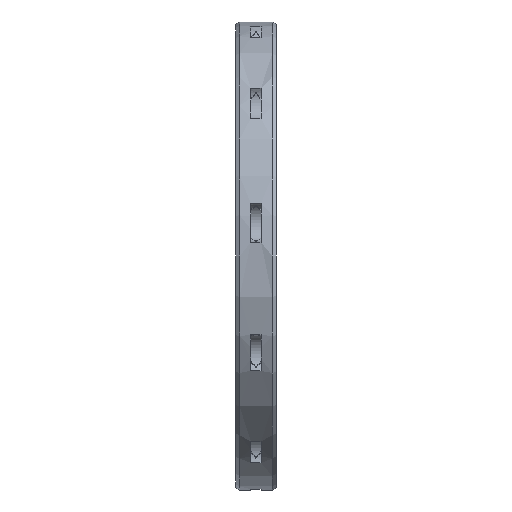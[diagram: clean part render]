
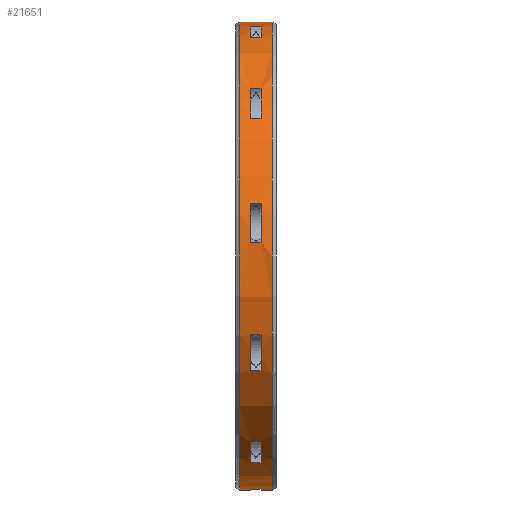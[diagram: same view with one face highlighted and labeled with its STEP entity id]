
A CAD part, left-side view. The second image highlights one B-rep face of the part: STEP entity #21651.
In plain terms, the highlighted cylindrical face has radius 115 mm (diameter 230 mm), a partial arc.
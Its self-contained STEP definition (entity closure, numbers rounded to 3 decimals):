
#4410=CARTESIAN_POINT('',(0.,-2.5,0.));
#4411=DIRECTION('',(0.,-1.,0.));
#4412=DIRECTION('',(-0.084,0.,-0.996));
#4413=AXIS2_PLACEMENT_3D('',#4410,#4411,#4412);
#4418=DIRECTION('',(0.,-1.,0.));
#4419=VECTOR('',#4418,5.);
#4420=CARTESIAN_POINT('',(-9.705,2.5,-114.59));
#4421=LINE('',#4420,#4419);
#4425=CARTESIAN_POINT('',(0.,2.5,0.));
#4426=DIRECTION('',(0.,-1.,0.));
#4427=DIRECTION('',(-0.084,0.,-0.996));
#4428=AXIS2_PLACEMENT_3D('',#4425,#4426,#4427);
#4433=DIRECTION('',(0.,1.,0.));
#4434=VECTOR('',#4433,5.5);
#4435=CARTESIAN_POINT('',(0.,2.5,-115.));
#4436=LINE('',#4435,#4434);
#4440=DIRECTION('',(0.,1.,0.));
#4441=VECTOR('',#4440,16.);
#4442=CARTESIAN_POINT('',(0.,-8.,115.));
#4443=LINE('',#4442,#4441);
#4447=CARTESIAN_POINT('',(0.,-8.,0.));
#4448=DIRECTION('',(0.,1.,0.));
#4449=DIRECTION('',(0.,0.,-1.));
#4450=AXIS2_PLACEMENT_3D('',#4447,#4448,#4449);
#4455=DIRECTION('',(0.,1.,0.));
#4456=VECTOR('',#4455,5.5);
#4457=CARTESIAN_POINT('',(0.,-8.,-115.));
#4458=LINE('',#4457,#4456);
#4462=CARTESIAN_POINT('',(0.,-2.5,0.));
#4463=DIRECTION('',(0.,-1.,0.));
#4464=DIRECTION('',(-0.2,0.,0.98));
#4465=AXIS2_PLACEMENT_3D('',#4462,#4463,#4464);
#4470=DIRECTION('',(0.,-1.,0.));
#4471=VECTOR('',#4470,5.);
#4472=CARTESIAN_POINT('',(-22.972,2.5,112.682));
#4473=LINE('',#4472,#4471);
#4477=CARTESIAN_POINT('',(0.,2.5,0.));
#4478=DIRECTION('',(0.,-1.,0.));
#4479=DIRECTION('',(-0.2,0.,0.98));
#4480=AXIS2_PLACEMENT_3D('',#4477,#4478,#4479);
#4485=DIRECTION('',(0.,-1.,0.));
#4486=VECTOR('',#4485,5.);
#4487=CARTESIAN_POINT('',(-41.596,2.5,107.214));
#4488=LINE('',#4487,#4486);
#4492=CARTESIAN_POINT('',(0.,-2.5,0.));
#4493=DIRECTION('',(0.,-1.,0.));
#4494=DIRECTION('',(-0.698,0.,0.716));
#4495=AXIS2_PLACEMENT_3D('',#4492,#4493,#4494);
#4500=DIRECTION('',(0.,-1.,0.));
#4501=VECTOR('',#4500,5.);
#4502=CARTESIAN_POINT('',(-80.246,2.5,82.375));
#4503=LINE('',#4502,#4501);
#4507=CARTESIAN_POINT('',(0.,2.5,0.));
#4508=DIRECTION('',(0.,-1.,0.));
#4509=DIRECTION('',(-0.698,0.,0.716));
#4510=AXIS2_PLACEMENT_3D('',#4507,#4508,#4509);
#4515=DIRECTION('',(0.,-1.,0.));
#4516=VECTOR('',#4515,5.);
#4517=CARTESIAN_POINT('',(-92.957,2.5,67.706));
#4518=LINE('',#4517,#4516);
#4522=CARTESIAN_POINT('',(0.,-2.5,0.));
#4523=DIRECTION('',(0.,-1.,0.));
#4524=DIRECTION('',(-0.974,0.,0.225));
#4525=AXIS2_PLACEMENT_3D('',#4522,#4523,#4524);
#4530=DIRECTION('',(0.,-1.,0.));
#4531=VECTOR('',#4530,5.);
#4532=CARTESIAN_POINT('',(-112.042,2.5,25.914));
#4533=LINE('',#4532,#4531);
#4537=CARTESIAN_POINT('',(0.,2.5,0.));
#4538=DIRECTION('',(0.,-1.,0.));
#4539=DIRECTION('',(-0.974,0.,0.225));
#4540=AXIS2_PLACEMENT_3D('',#4537,#4538,#4539);
#4545=DIRECTION('',(0.,-1.,0.));
#4546=VECTOR('',#4545,5.);
#4547=CARTESIAN_POINT('',(-114.805,2.5,6.701));
#4548=LINE('',#4547,#4546);
#4552=CARTESIAN_POINT('',(0.,-2.5,0.));
#4553=DIRECTION('',(0.,-1.,0.));
#4554=DIRECTION('',(-0.941,0.,-0.337));
#4555=AXIS2_PLACEMENT_3D('',#4552,#4553,#4554);
#4560=DIRECTION('',(0.,-1.,0.));
#4561=VECTOR('',#4560,5.);
#4562=CARTESIAN_POINT('',(-108.266,2.5,-38.774));
#4563=LINE('',#4562,#4561);
#4567=CARTESIAN_POINT('',(0.,2.5,0.));
#4568=DIRECTION('',(0.,-1.,0.));
#4569=DIRECTION('',(-0.941,0.,-0.337));
#4570=AXIS2_PLACEMENT_3D('',#4567,#4568,#4569);
#4575=DIRECTION('',(0.,-1.,0.));
#4576=VECTOR('',#4575,5.);
#4577=CARTESIAN_POINT('',(-100.203,2.5,-56.43));
#4578=LINE('',#4577,#4576);
#4582=CARTESIAN_POINT('',(0.,-2.5,0.));
#4583=DIRECTION('',(0.,-1.,0.));
#4584=DIRECTION('',(-0.61,0.,-0.793));
#4585=AXIS2_PLACEMENT_3D('',#4582,#4583,#4584);
#4590=DIRECTION('',(0.,-1.,0.));
#4591=VECTOR('',#4590,5.);
#4592=CARTESIAN_POINT('',(-70.116,2.5,-91.152));
#4593=LINE('',#4592,#4591);
#4597=CARTESIAN_POINT('',(0.,2.5,0.));
#4598=DIRECTION('',(0.,-1.,0.));
#4599=DIRECTION('',(-0.61,0.,-0.793));
#4600=AXIS2_PLACEMENT_3D('',#4597,#4598,#4599);
#4605=DIRECTION('',(0.,-1.,0.));
#4606=VECTOR('',#4605,5.);
#4607=CARTESIAN_POINT('',(-53.787,2.5,-101.646));
#4608=LINE('',#4607,#4606);
#5575=CARTESIAN_POINT('',(0.,8.,0.));
#5576=DIRECTION('',(0.,1.,0.));
#5577=DIRECTION('',(0.,0.,-1.));
#5578=AXIS2_PLACEMENT_3D('',#5575,#5576,#5577);
#17068=CARTESIAN_POINT('',(0.,-8.,-115.));
#17070=VERTEX_POINT('',#17068);
#17071=CARTESIAN_POINT('',(0.,8.,-115.));
#17073=VERTEX_POINT('',#17071);
#17098=CARTESIAN_POINT('',(0.,-8.,115.));
#17100=VERTEX_POINT('',#17098);
#17101=CARTESIAN_POINT('',(0.,8.,115.));
#17102=VERTEX_POINT('',#17101);
#17289=CARTESIAN_POINT('',(0.,-2.5,-115.));
#17291=VERTEX_POINT('',#17289);
#17293=CARTESIAN_POINT('',(0.,2.5,-115.));
#17295=VERTEX_POINT('',#17293);
#17301=CARTESIAN_POINT('',(-9.705,-2.5,-114.59));
#17302=VERTEX_POINT('',#17301);
#17303=CARTESIAN_POINT('',(-9.705,2.5,-114.59));
#17304=VERTEX_POINT('',#17303);
#17493=CARTESIAN_POINT('',(-22.972,-2.5,112.682));
#17494=CARTESIAN_POINT('',(-41.596,-2.5,107.214));
#17495=VERTEX_POINT('',#17493);
#17496=VERTEX_POINT('',#17494);
#17497=CARTESIAN_POINT('',(-22.972,2.5,112.682));
#17498=CARTESIAN_POINT('',(-41.596,2.5,107.214));
#17499=VERTEX_POINT('',#17497);
#17500=VERTEX_POINT('',#17498);
#17525=CARTESIAN_POINT('',(-80.246,-2.5,82.375));
#17526=CARTESIAN_POINT('',(-92.957,-2.5,67.706));
#17527=VERTEX_POINT('',#17525);
#17528=VERTEX_POINT('',#17526);
#17529=CARTESIAN_POINT('',(-80.246,2.5,82.375));
#17530=CARTESIAN_POINT('',(-92.957,2.5,67.706));
#17531=VERTEX_POINT('',#17529);
#17532=VERTEX_POINT('',#17530);
#17557=CARTESIAN_POINT('',(-112.042,-2.5,25.914));
#17558=CARTESIAN_POINT('',(-114.805,-2.5,6.701));
#17559=VERTEX_POINT('',#17557);
#17560=VERTEX_POINT('',#17558);
#17561=CARTESIAN_POINT('',(-112.042,2.5,25.914));
#17562=CARTESIAN_POINT('',(-114.805,2.5,6.701));
#17563=VERTEX_POINT('',#17561);
#17564=VERTEX_POINT('',#17562);
#17861=CARTESIAN_POINT('',(-108.266,-2.5,-38.774));
#17862=CARTESIAN_POINT('',(-100.203,-2.5,-56.43));
#17863=VERTEX_POINT('',#17861);
#17864=VERTEX_POINT('',#17862);
#17865=CARTESIAN_POINT('',(-108.266,2.5,-38.774));
#17866=CARTESIAN_POINT('',(-100.203,2.5,-56.43));
#17867=VERTEX_POINT('',#17865);
#17868=VERTEX_POINT('',#17866);
#17893=CARTESIAN_POINT('',(-70.116,-2.5,-91.152));
#17894=CARTESIAN_POINT('',(-53.787,-2.5,-101.646));
#17895=VERTEX_POINT('',#17893);
#17896=VERTEX_POINT('',#17894);
#17897=CARTESIAN_POINT('',(-70.116,2.5,-91.152));
#17898=CARTESIAN_POINT('',(-53.787,2.5,-101.646));
#17899=VERTEX_POINT('',#17897);
#17900=VERTEX_POINT('',#17898);
#21579=CARTESIAN_POINT('',(0.,108.64,0.));
#21580=DIRECTION('',(0.,-1.,0.));
#21581=DIRECTION('',(0.,0.,1.));
#21582=AXIS2_PLACEMENT_3D('',#21579,#21580,#21581);
#21583=CYLINDRICAL_SURFACE('',#21582,115.);
#21585=ORIENTED_EDGE('',*,*,#21584,.F.);
#21587=ORIENTED_EDGE('',*,*,#21586,.F.);
#21589=ORIENTED_EDGE('',*,*,#21588,.T.);
#21591=ORIENTED_EDGE('',*,*,#21590,.T.);
#21593=ORIENTED_EDGE('',*,*,#21592,.T.);
#21595=ORIENTED_EDGE('',*,*,#21594,.F.);
#21596=ORIENTED_EDGE('',*,*,#21560,.F.);
#21598=ORIENTED_EDGE('',*,*,#21597,.T.);
#21599=EDGE_LOOP('',(#21585,#21587,#21589,#21591,#21593,#21595,#21596,#21598));
#21600=FACE_OUTER_BOUND('',#21599,.F.);
#21602=ORIENTED_EDGE('',*,*,#21601,.F.);
#21604=ORIENTED_EDGE('',*,*,#21603,.F.);
#21606=ORIENTED_EDGE('',*,*,#21605,.T.);
#21608=ORIENTED_EDGE('',*,*,#21607,.T.);
#21609=EDGE_LOOP('',(#21602,#21604,#21606,#21608));
#21610=FACE_BOUND('',#21609,.F.);
#21612=ORIENTED_EDGE('',*,*,#21611,.F.);
#21614=ORIENTED_EDGE('',*,*,#21613,.F.);
#21616=ORIENTED_EDGE('',*,*,#21615,.T.);
#21618=ORIENTED_EDGE('',*,*,#21617,.T.);
#21619=EDGE_LOOP('',(#21612,#21614,#21616,#21618));
#21620=FACE_BOUND('',#21619,.F.);
#21622=ORIENTED_EDGE('',*,*,#21621,.F.);
#21624=ORIENTED_EDGE('',*,*,#21623,.F.);
#21626=ORIENTED_EDGE('',*,*,#21625,.T.);
#21628=ORIENTED_EDGE('',*,*,#21627,.T.);
#21629=EDGE_LOOP('',(#21622,#21624,#21626,#21628));
#21630=FACE_BOUND('',#21629,.F.);
#21632=ORIENTED_EDGE('',*,*,#21631,.F.);
#21634=ORIENTED_EDGE('',*,*,#21633,.F.);
#21636=ORIENTED_EDGE('',*,*,#21635,.T.);
#21638=ORIENTED_EDGE('',*,*,#21637,.T.);
#21639=EDGE_LOOP('',(#21632,#21634,#21636,#21638));
#21640=FACE_BOUND('',#21639,.F.);
#21642=ORIENTED_EDGE('',*,*,#21641,.F.);
#21644=ORIENTED_EDGE('',*,*,#21643,.F.);
#21646=ORIENTED_EDGE('',*,*,#21645,.T.);
#21648=ORIENTED_EDGE('',*,*,#21647,.T.);
#21649=EDGE_LOOP('',(#21642,#21644,#21646,#21648));
#21650=FACE_BOUND('',#21649,.F.);
#4414=CIRCLE('',#4413,115.);
#4429=CIRCLE('',#4428,115.);
#4451=CIRCLE('',#4450,115.);
#4466=CIRCLE('',#4465,115.);
#4481=CIRCLE('',#4480,115.);
#4496=CIRCLE('',#4495,115.);
#4511=CIRCLE('',#4510,115.);
#4526=CIRCLE('',#4525,115.);
#4541=CIRCLE('',#4540,115.);
#4556=CIRCLE('',#4555,115.);
#4571=CIRCLE('',#4570,115.);
#4586=CIRCLE('',#4585,115.);
#4601=CIRCLE('',#4600,115.);
#5579=CIRCLE('',#5578,115.);
#21560=EDGE_CURVE('',#17070,#17100,#4451,.T.);
#21584=EDGE_CURVE('',#17302,#17291,#4414,.T.);
#21586=EDGE_CURVE('',#17304,#17302,#4421,.T.);
#21588=EDGE_CURVE('',#17304,#17295,#4429,.T.);
#21590=EDGE_CURVE('',#17295,#17073,#4436,.T.);
#21592=EDGE_CURVE('',#17073,#17102,#5579,.T.);
#21594=EDGE_CURVE('',#17100,#17102,#4443,.T.);
#21597=EDGE_CURVE('',#17070,#17291,#4458,.T.);
#21601=EDGE_CURVE('',#17495,#17496,#4466,.T.);
#21603=EDGE_CURVE('',#17499,#17495,#4473,.T.);
#21605=EDGE_CURVE('',#17499,#17500,#4481,.T.);
#21607=EDGE_CURVE('',#17500,#17496,#4488,.T.);
#21611=EDGE_CURVE('',#17527,#17528,#4496,.T.);
#21613=EDGE_CURVE('',#17531,#17527,#4503,.T.);
#21615=EDGE_CURVE('',#17531,#17532,#4511,.T.);
#21617=EDGE_CURVE('',#17532,#17528,#4518,.T.);
#21621=EDGE_CURVE('',#17559,#17560,#4526,.T.);
#21623=EDGE_CURVE('',#17563,#17559,#4533,.T.);
#21625=EDGE_CURVE('',#17563,#17564,#4541,.T.);
#21627=EDGE_CURVE('',#17564,#17560,#4548,.T.);
#21631=EDGE_CURVE('',#17863,#17864,#4556,.T.);
#21633=EDGE_CURVE('',#17867,#17863,#4563,.T.);
#21635=EDGE_CURVE('',#17867,#17868,#4571,.T.);
#21637=EDGE_CURVE('',#17868,#17864,#4578,.T.);
#21641=EDGE_CURVE('',#17895,#17896,#4586,.T.);
#21643=EDGE_CURVE('',#17899,#17895,#4593,.T.);
#21645=EDGE_CURVE('',#17899,#17900,#4601,.T.);
#21647=EDGE_CURVE('',#17900,#17896,#4608,.T.);
#21651=ADVANCED_FACE('',(#21600,#21610,#21620,#21630,#21640,#21650),#21583,.T.);
